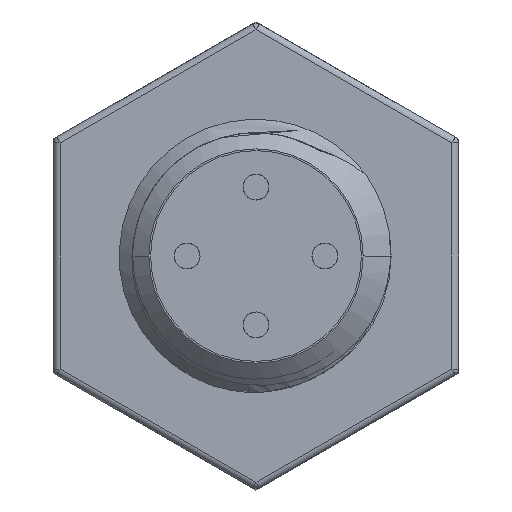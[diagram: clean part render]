
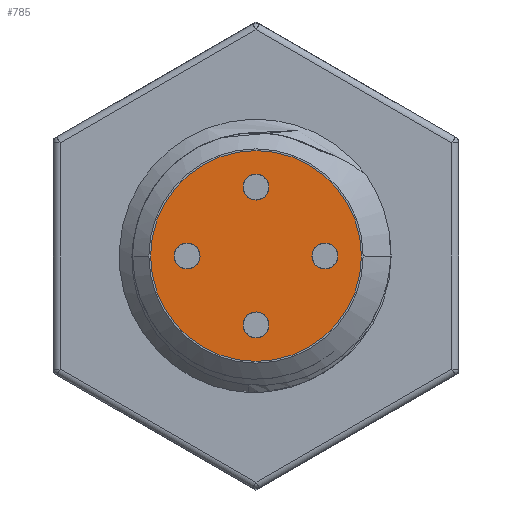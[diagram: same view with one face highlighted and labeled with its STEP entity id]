
A CAD part, front view. The second image highlights one B-rep face of the part: STEP entity #785.
In plain terms, the highlighted planar face has unit normal (0, -1, 0).
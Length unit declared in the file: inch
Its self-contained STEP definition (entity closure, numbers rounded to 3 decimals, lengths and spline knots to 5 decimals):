
#785 = ADVANCED_FACE ( 'NONE', ( #6439, #6443, #6440, #6442, #6441 ), #7747, .T. ) ;
#1436 = AXIS2_PLACEMENT_3D ( 'NONE', #10082, #10083, #10084 ) ;
#2174 = CIRCLE ( 'NONE', #8828, 0.048 ) ;
#2178 = CIRCLE ( 'NONE', #8829, 0.048 ) ;
#2216 = CIRCLE ( 'NONE', #8835, 0.048 ) ;
#2223 = CIRCLE ( 'NONE', #8837, 0.048 ) ;
#3254 = VERTEX_POINT ( 'NONE', #12390 ) ;
#3256 = VERTEX_POINT ( 'NONE', #12391 ) ;
#3265 = VERTEX_POINT ( 'NONE', #12395 ) ;
#3289 = VERTEX_POINT ( 'NONE', #12406 ) ;
#3314 = VERTEX_POINT ( 'NONE', #12419 ) ;
#3325 = VERTEX_POINT ( 'NONE', #12424 ) ;
#3335 = VERTEX_POINT ( 'NONE', #12429 ) ;
#3338 = VERTEX_POINT ( 'NONE', #12431 ) ;
#3342 = VERTEX_POINT ( 'NONE', #12433 ) ;
#3343 = VERTEX_POINT ( 'NONE', #12434 ) ;
#5232 = CARTESIAN_POINT ( 'NONE',  ( 0., -2.365, -0.255 ) ) ;
#5233 = DIRECTION ( 'NONE',  ( 0., 1., 0. ) ) ;
#5234 = DIRECTION ( 'NONE',  ( 1., 0., 0. ) ) ;
#5236 = CARTESIAN_POINT ( 'NONE',  ( 0., -2.365, 0.255 ) ) ;
#5237 = DIRECTION ( 'NONE',  ( 0., 1., 0. ) ) ;
#5238 = DIRECTION ( 'NONE',  ( -1., 0., 0. ) ) ;
#5263 = CARTESIAN_POINT ( 'NONE',  ( -0.255, -2.365, 0. ) ) ;
#5264 = DIRECTION ( 'NONE',  ( 0., 1., 0. ) ) ;
#5265 = DIRECTION ( 'NONE',  ( 0., 0., -1. ) ) ;
#5270 = CARTESIAN_POINT ( 'NONE',  ( 0.255, -2.365, 0. ) ) ;
#5271 = DIRECTION ( 'NONE',  ( 0., 1., 0. ) ) ;
#5272 = DIRECTION ( 'NONE',  ( 0., 0., 1. ) ) ;
#5462 = EDGE_CURVE ( 'NONE', #3256, #3343, #6755, .T. ) ;
#5572 = CIRCLE ( 'NONE', #9113, 0.048 ) ;
#5573 = CIRCLE ( 'NONE', #9115, 0.39 ) ;
#5574 = CIRCLE ( 'NONE', #9114, 0.048 ) ;
#5940 = EDGE_LOOP ( 'NONE', ( #16009, #16008 ) ) ;
#5943 = EDGE_LOOP ( 'NONE', ( #15942, #16810 ) ) ;
#5944 = EDGE_LOOP ( 'NONE', ( #16850, #15937 ) ) ;
#5947 = EDGE_LOOP ( 'NONE', ( #16871, #16807 ) ) ;
#5948 = EDGE_LOOP ( 'NONE', ( #15920, #16831 ) ) ;
#6439 = FACE_BOUND ( 'NONE', #5947, .T. ) ;
#6440 = FACE_BOUND ( 'NONE', #5944, .T. ) ;
#6441 = FACE_OUTER_BOUND ( 'NONE', #5948, .T. ) ;
#6442 = FACE_BOUND ( 'NONE', #5943, .T. ) ;
#6443 = FACE_BOUND ( 'NONE', #5940, .T. ) ;
#6755 = CIRCLE ( 'NONE', #1436, 0.39 ) ;
#7743 = DIRECTION ( 'NONE',  ( 0., -1., 0. ) ) ;
#7745 = CARTESIAN_POINT ( 'NONE',  ( 0., -2.365, 0. ) ) ;
#7747 = PLANE ( 'NONE',  #16677 ) ;
#7750 = DIRECTION ( 'NONE',  ( -1., 0., 0. ) ) ;
#8828 = AXIS2_PLACEMENT_3D ( 'NONE', #5232, #5233, #5234 ) ;
#8829 = AXIS2_PLACEMENT_3D ( 'NONE', #5236, #5237, #5238 ) ;
#8835 = AXIS2_PLACEMENT_3D ( 'NONE', #5263, #5264, #5265 ) ;
#8837 = AXIS2_PLACEMENT_3D ( 'NONE', #5270, #5271, #5272 ) ;
#9111 = AXIS2_PLACEMENT_3D ( 'NONE', #13806, #13807, #13808 ) ;
#9112 = AXIS2_PLACEMENT_3D ( 'NONE', #13809, #13810, #13811 ) ;
#9113 = AXIS2_PLACEMENT_3D ( 'NONE', #13812, #13813, #13814 ) ;
#9114 = AXIS2_PLACEMENT_3D ( 'NONE', #13815, #13816, #13817 ) ;
#9115 = AXIS2_PLACEMENT_3D ( 'NONE', #13818, #13819, #13820 ) ;
#10082 = CARTESIAN_POINT ( 'NONE',  ( 0., -2.365, 0. ) ) ;
#10083 = DIRECTION ( 'NONE',  ( 0., 1., 0. ) ) ;
#10084 = DIRECTION ( 'NONE',  ( 1., 0., 0. ) ) ;
#11238 = CIRCLE ( 'NONE', #9112, 0.048 ) ;
#11251 = CIRCLE ( 'NONE', #9111, 0.048 ) ;
#12390 = CARTESIAN_POINT ( 'NONE',  ( 0.303, -2.365, 0. ) ) ;
#12391 = CARTESIAN_POINT ( 'NONE',  ( 0.39, -2.365, 0. ) ) ;
#12395 = CARTESIAN_POINT ( 'NONE',  ( 0.048, -2.365, 0.255 ) ) ;
#12406 = CARTESIAN_POINT ( 'NONE',  ( -0.303, -2.365, 0. ) ) ;
#12419 = CARTESIAN_POINT ( 'NONE',  ( -0.207, -2.365, 0. ) ) ;
#12424 = CARTESIAN_POINT ( 'NONE',  ( -0.048, -2.365, 0.255 ) ) ;
#12429 = CARTESIAN_POINT ( 'NONE',  ( 0.048, -2.365, -0.255 ) ) ;
#12431 = CARTESIAN_POINT ( 'NONE',  ( -0.048, -2.365, -0.255 ) ) ;
#12433 = CARTESIAN_POINT ( 'NONE',  ( 0.207, -2.365, 0. ) ) ;
#12434 = CARTESIAN_POINT ( 'NONE',  ( -0.39, -2.365, 0. ) ) ;
#13806 = CARTESIAN_POINT ( 'NONE',  ( 0., -2.365, -0.255 ) ) ;
#13807 = DIRECTION ( 'NONE',  ( 0., 1., 0. ) ) ;
#13808 = DIRECTION ( 'NONE',  ( 1., 0., 0. ) ) ;
#13809 = CARTESIAN_POINT ( 'NONE',  ( -0.255, -2.365, 0. ) ) ;
#13810 = DIRECTION ( 'NONE',  ( 0., 1., 0. ) ) ;
#13811 = DIRECTION ( 'NONE',  ( 0., 0., -1. ) ) ;
#13812 = CARTESIAN_POINT ( 'NONE',  ( 0., -2.365, 0.255 ) ) ;
#13813 = DIRECTION ( 'NONE',  ( 0., 1., 0. ) ) ;
#13814 = DIRECTION ( 'NONE',  ( -1., 0., 0. ) ) ;
#13815 = CARTESIAN_POINT ( 'NONE',  ( 0.255, -2.365, 0. ) ) ;
#13816 = DIRECTION ( 'NONE',  ( 0., 1., 0. ) ) ;
#13817 = DIRECTION ( 'NONE',  ( 0., 0., 1. ) ) ;
#13818 = CARTESIAN_POINT ( 'NONE',  ( 0., -2.365, 0. ) ) ;
#13819 = DIRECTION ( 'NONE',  ( 0., 1., 0. ) ) ;
#13820 = DIRECTION ( 'NONE',  ( 1., 0., 0. ) ) ;
#15920 = ORIENTED_EDGE ( 'NONE', *, *, #5462, .F. ) ;
#15937 = ORIENTED_EDGE ( 'NONE', *, *, #19980, .T. ) ;
#15942 = ORIENTED_EDGE ( 'NONE', *, *, #20156, .T. ) ;
#16008 = ORIENTED_EDGE ( 'NONE', *, *, #19992, .T. ) ;
#16009 = ORIENTED_EDGE ( 'NONE', *, *, #20154, .T. ) ;
#16677 = AXIS2_PLACEMENT_3D ( 'NONE', #7745, #7743, #7750 ) ;
#16807 = ORIENTED_EDGE ( 'NONE', *, *, #19979, .T. ) ;
#16810 = ORIENTED_EDGE ( 'NONE', *, *, #19994, .T. ) ;
#16831 = ORIENTED_EDGE ( 'NONE', *, *, #20157, .F. ) ;
#16850 = ORIENTED_EDGE ( 'NONE', *, *, #20155, .T. ) ;
#16871 = ORIENTED_EDGE ( 'NONE', *, *, #20153, .T. ) ;
#19979 = EDGE_CURVE ( 'NONE', #3338, #3335, #2174, .T. ) ;
#19980 = EDGE_CURVE ( 'NONE', #3325, #3265, #2178, .T. ) ;
#19992 = EDGE_CURVE ( 'NONE', #3289, #3314, #2216, .T. ) ;
#19994 = EDGE_CURVE ( 'NONE', #3342, #3254, #2223, .T. ) ;
#20153 = EDGE_CURVE ( 'NONE', #3335, #3338, #11251, .T. ) ;
#20154 = EDGE_CURVE ( 'NONE', #3314, #3289, #11238, .T. ) ;
#20155 = EDGE_CURVE ( 'NONE', #3265, #3325, #5572, .T. ) ;
#20156 = EDGE_CURVE ( 'NONE', #3254, #3342, #5574, .T. ) ;
#20157 = EDGE_CURVE ( 'NONE', #3343, #3256, #5573, .T. ) ;
